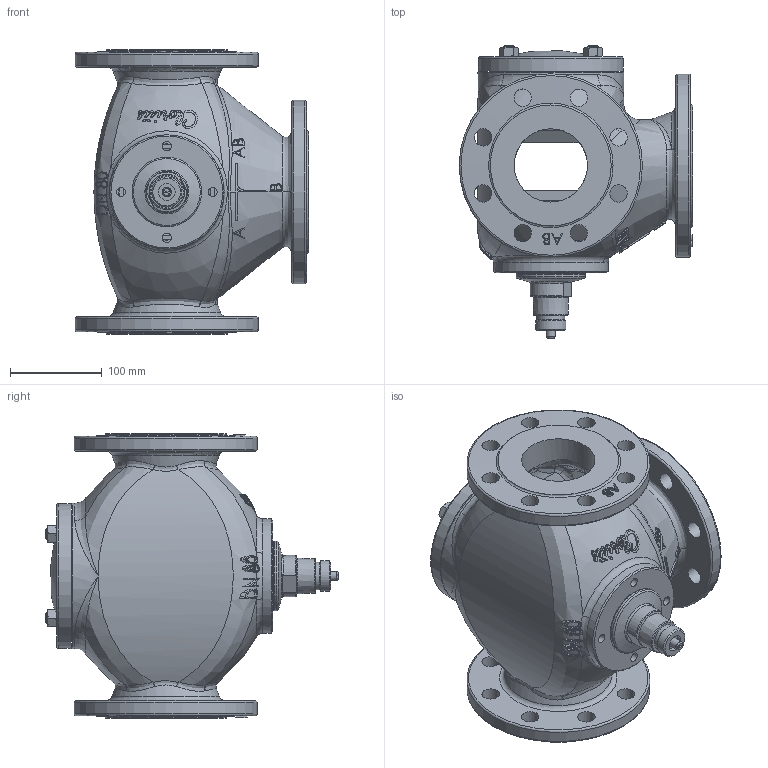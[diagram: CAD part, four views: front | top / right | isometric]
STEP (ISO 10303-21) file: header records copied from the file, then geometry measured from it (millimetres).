
FILE_DESCRIPTION (( 'STEP AP214' ), '1' );
FILE_NAME ('DN80M&G3F.STEP', '2016-06-30T11:30:06', ( 'GFR' ), ( '' ), 'SwSTEP 2.0', 'SolidWorks 2014', '' );
FILE_SCHEMA (( 'AUTOMOTIVE_DESIGN' ));
Length unit declared in the file: millimetre
Products named in the file (1): DN80M&G3F
Bounding box: 255 x 319.6 x 310 mm (x, y, z)
Surface area: 530184.4 mm2 (no closed solid volume)
Topology: 0 solids, 13 shells, 627 faces, 2491 edges, 1770 vertices
Faces by surface type: plane 271, bspline 196, cylinder 83, cone 41, torus 24, sphere 12
Full cylindrical faces by diameter (mm): 10 x5, 12 x4, 18.2 x1, 19 x24, 30.291 x1, 33.249 x1, 74 x1, 76 x1, 80 x2, 125 x1, 132 x3, 159 x1, 200 x3
Entity records: 88218 total; most frequent: CARTESIAN_POINT 63101, ORIENTED_EDGE 3665, DIRECTION 3414, EDGE_CURVE 2338, VERTEX_POINT 1718, AXIS2_PLACEMENT_3D 1470, CIRCLE 1039, EDGE_LOOP 826
